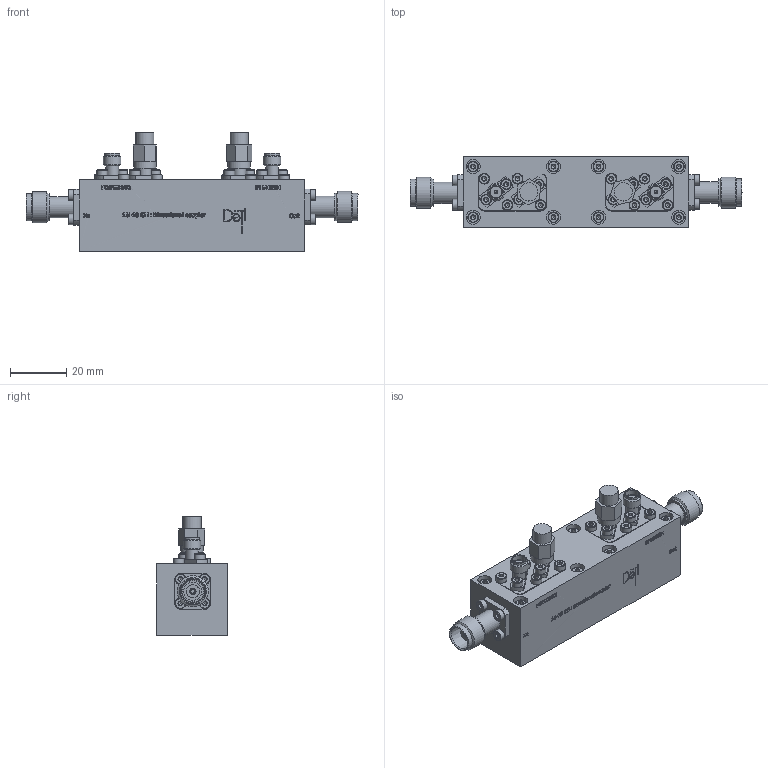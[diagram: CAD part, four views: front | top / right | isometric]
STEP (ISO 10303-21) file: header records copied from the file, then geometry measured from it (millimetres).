
FILE_DESCRIPTION(/* description */ ('Unknown'),/* implementation_level */ '2;1');
FILE_NAME(/* name */ 'DETI_MICROWAVE_HIGH_POWER_DUAL_DIRECTIONAL_COUPLER_0111270_STEP',/* time_stamp */ '2021-06-11T16:03:46+02:00',/* author */ ('ALG'),/* organization */ ('DETI'),/* preprocessor_version */ 'ST-DEVELOPER v16.7',/* originating_system */ 'Solid Edge',/* authorisation */ 'Unknown');
FILE_SCHEMA (('TECHNICAL_DATA_PACKAGING','AUTOMOTIVE_DESIGN {1 0 10303 214 3 1 1}'));
Length unit declared in the file: millimetre
Products named in the file (1): CD-2-8000-12000-35-35-150-TF-TF-SF-B2
Bounding box: 117.82 x 25.01 x 42.17 mm (x, y, z)
Volume: 53574.8 mm3; surface area: 19357.5 mm2
Topology: 3 solids, 44 shells, 1519 faces, 3664 edges, 2381 vertices
Faces by surface type: plane 935, cylinder 248, cone 169, bspline 85, torus 82
Full cylindrical faces by diameter (mm): 0.459 x1, 0.623 x2, 0.8 x2, 0.975 x4, 0.985 x4, 1.265 x4, 1.4 x2, 1.567 x16, 2 x24, 2.013 x8, 2.2 x8, 2.275 x2, 2.459 x4, 2.6 x8, 3 x8, 3.8 x32, 4.1 x4, 4.11 x6, 4.6 x4, 4.64 x2, 4.67 x2, 5 x8, 5.35 x2, 6.255 x4, 6.47 x2, 6.5 x2, 6.8 x2, 7.6 x2, 8 x2, 9.64 x4
Entity records: 52997 total; most frequent: CARTESIAN_POINT 10329, DIRECTION 6292, ORIENTED_EDGE 6114, EDGE_CURVE 3057, VERTEX_POINT 2250, AXIS2_PLACEMENT_3D 2225, FACE_BOUND 2179, EDGE_LOOP 2111
